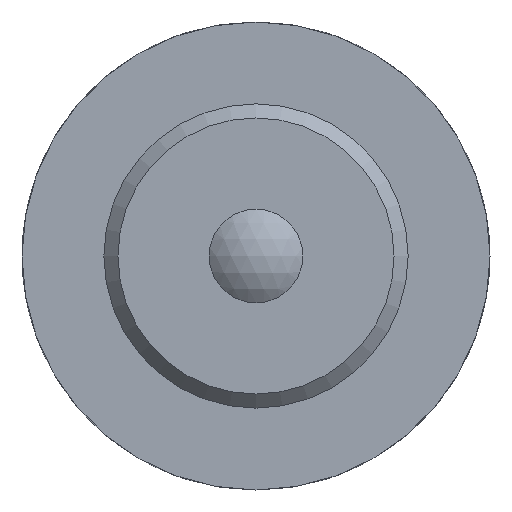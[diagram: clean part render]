
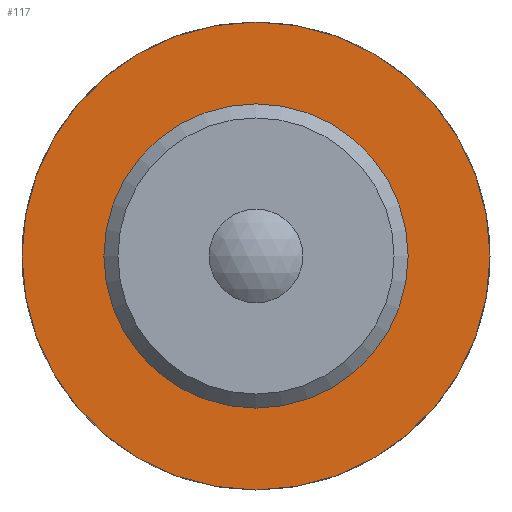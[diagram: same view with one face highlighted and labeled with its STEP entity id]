
A CAD part, left-side view. The second image highlights one B-rep face of the part: STEP entity #117.
In plain terms, the highlighted planar face has unit normal (-1, 0, 0).
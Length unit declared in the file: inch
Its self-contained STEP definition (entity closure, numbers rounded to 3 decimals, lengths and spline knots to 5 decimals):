
#6 = VERTEX_POINT ( 'NONE', #14 ) ;
#14 = CARTESIAN_POINT ( 'NONE',  ( 0.32283, 0., 0.12795 ) ) ;
#44 = DIRECTION ( 'NONE',  ( 0., 0., -1. ) ) ;
#50 = CARTESIAN_POINT ( 'NONE',  ( 0.32283, 0.12795, 0. ) ) ;
#68 = VERTEX_POINT ( 'NONE', #310 ) ;
#115 = CIRCLE ( 'NONE', #481, 0.12795 ) ;
#117 = ADVANCED_FACE ( 'NONE', ( #317, #235 ), #238, .F. ) ;
#158 = DIRECTION ( 'NONE',  ( 0., 0., 1. ) ) ;
#159 = CIRCLE ( 'NONE', #487, 0.19685 ) ;
#167 = DIRECTION ( 'NONE',  ( -1., 0., 0. ) ) ;
#172 = EDGE_CURVE ( 'NONE', #68, #68, #159, .T. ) ;
#174 = ORIENTED_EDGE ( 'NONE', *, *, #172, .T. ) ;
#206 = ORIENTED_EDGE ( 'NONE', *, *, #452, .F. ) ;
#235 = FACE_BOUND ( 'NONE', #302, .T. ) ;
#238 = PLANE ( 'NONE',  #437 ) ;
#251 = EDGE_LOOP ( 'NONE', ( #174 ) ) ;
#302 = EDGE_LOOP ( 'NONE', ( #206 ) ) ;
#309 = CARTESIAN_POINT ( 'NONE',  ( 0.32283, 0., 0. ) ) ;
#310 = CARTESIAN_POINT ( 'NONE',  ( 0.32283, 0., 0.19685 ) ) ;
#317 = FACE_OUTER_BOUND ( 'NONE', #251, .T. ) ;
#341 = DIRECTION ( 'NONE',  ( -1., 0., 0. ) ) ;
#344 = CARTESIAN_POINT ( 'NONE',  ( 0.32283, 0., 0. ) ) ;
#351 = DIRECTION ( 'NONE',  ( 1., 0., 0. ) ) ;
#437 = AXIS2_PLACEMENT_3D ( 'NONE', #50, #351, #44 ) ;
#452 = EDGE_CURVE ( 'NONE', #6, #6, #115, .T. ) ;
#462 = DIRECTION ( 'NONE',  ( 0., 0., 1. ) ) ;
#481 = AXIS2_PLACEMENT_3D ( 'NONE', #344, #341, #462 ) ;
#487 = AXIS2_PLACEMENT_3D ( 'NONE', #309, #167, #158 ) ;
